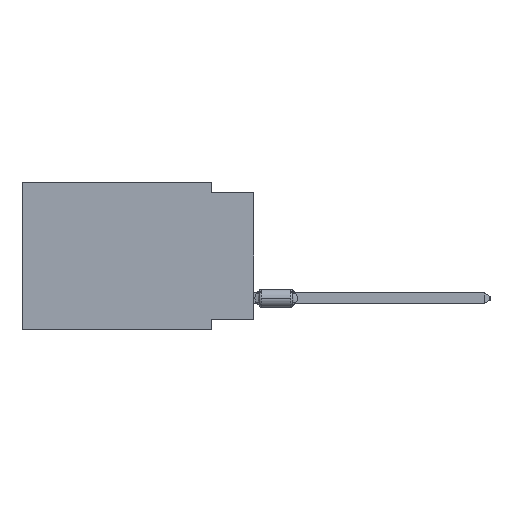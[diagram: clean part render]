
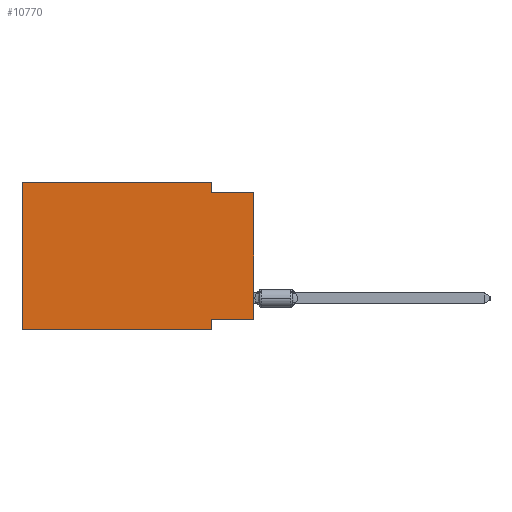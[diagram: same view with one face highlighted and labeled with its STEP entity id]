
A CAD part, left-side view. The second image highlights one B-rep face of the part: STEP entity #10770.
In plain terms, the highlighted planar face has unit normal (-1, 0, 0).
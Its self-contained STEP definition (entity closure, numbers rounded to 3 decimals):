
#1176 = EDGE_CURVE ( 'NONE', #17790, #12855, #28466, .T. ) ;
#1418 = DIRECTION ( 'NONE',  ( 0., 0., -1. ) ) ;
#1459 = DIRECTION ( 'NONE',  ( 0., 0., -1. ) ) ;
#1835 = VERTEX_POINT ( 'NONE', #2401 ) ;
#2265 = EDGE_LOOP ( 'NONE', ( #12969, #6126, #18874, #16657, #5674, #10740, #21835, #30466 ) ) ;
#2401 = CARTESIAN_POINT ( 'NONE',  ( 0., 0., -0.635 ) ) ;
#3325 = EDGE_CURVE ( 'NONE', #13241, #12855, #33019, .T. ) ;
#5487 = VECTOR ( 'NONE', #1418, 1000. ) ;
#5674 = ORIENTED_EDGE ( 'NONE', *, *, #25573, .F. ) ;
#5875 = VERTEX_POINT ( 'NONE', #9665 ) ;
#6126 = ORIENTED_EDGE ( 'NONE', *, *, #14333, .F. ) ;
#6513 = LINE ( 'NONE', #27547, #5487 ) ;
#6627 = EDGE_CURVE ( 'NONE', #24333, #1835, #27571, .T. ) ;
#7312 = EDGE_CURVE ( 'NONE', #29887, #5875, #6513, .T. ) ;
#7335 = AXIS2_PLACEMENT_3D ( 'NONE', #14355, #16530, #1459 ) ;
#7783 = DIRECTION ( 'NONE',  ( 0., -1., 0. ) ) ;
#7927 = CARTESIAN_POINT ( 'NONE',  ( 0., 2.54, -8.89 ) ) ;
#8283 = VECTOR ( 'NONE', #17574, 1000. ) ;
#9665 = CARTESIAN_POINT ( 'NONE',  ( 0., 2.54, -0.635 ) ) ;
#10251 = DIRECTION ( 'NONE',  ( 0., -1., 0. ) ) ;
#10740 = ORIENTED_EDGE ( 'NONE', *, *, #3325, .T. ) ;
#10770 = ADVANCED_FACE ( 'NONE', ( #32147 ), #27080, .F. ) ;
#11173 = VECTOR ( 'NONE', #10251, 1000. ) ;
#12855 = VERTEX_POINT ( 'NONE', #21705 ) ;
#12969 = ORIENTED_EDGE ( 'NONE', *, *, #6627, .T. ) ;
#13241 = VERTEX_POINT ( 'NONE', #26209 ) ;
#13417 = LINE ( 'NONE', #18494, #27105 ) ;
#13527 = DIRECTION ( 'NONE',  ( 0., 0., 1. ) ) ;
#14333 = EDGE_CURVE ( 'NONE', #5875, #1835, #18755, .T. ) ;
#14355 = CARTESIAN_POINT ( 'NONE',  ( 0., 13.97, 0. ) ) ;
#15899 = CARTESIAN_POINT ( 'NONE',  ( 0., 13.97, 0. ) ) ;
#16050 = CARTESIAN_POINT ( 'NONE',  ( 0., 0., -8.255 ) ) ;
#16530 = DIRECTION ( 'NONE',  ( 1., 0., 0. ) ) ;
#16632 = EDGE_CURVE ( 'NONE', #24333, #17790, #13417, .T. ) ;
#16657 = ORIENTED_EDGE ( 'NONE', *, *, #20390, .F. ) ;
#17574 = DIRECTION ( 'NONE',  ( 0., -1., 0. ) ) ;
#17661 = CARTESIAN_POINT ( 'NONE',  ( 0., 2.54, 0. ) ) ;
#17790 = VERTEX_POINT ( 'NONE', #33446 ) ;
#18494 = CARTESIAN_POINT ( 'NONE',  ( 0., 0., -8.255 ) ) ;
#18755 = LINE ( 'NONE', #29127, #23729 ) ;
#18861 = VERTEX_POINT ( 'NONE', #22445 ) ;
#18874 = ORIENTED_EDGE ( 'NONE', *, *, #7312, .F. ) ;
#20390 = EDGE_CURVE ( 'NONE', #18861, #29887, #28576, .T. ) ;
#21680 = VECTOR ( 'NONE', #25919, 1000. ) ;
#21705 = CARTESIAN_POINT ( 'NONE',  ( 0., 2.54, -8.89 ) ) ;
#21835 = ORIENTED_EDGE ( 'NONE', *, *, #1176, .F. ) ;
#21969 = DIRECTION ( 'NONE',  ( 0., 0., 1. ) ) ;
#22445 = CARTESIAN_POINT ( 'NONE',  ( 0., 13.97, 0. ) ) ;
#23729 = VECTOR ( 'NONE', #7783, 1000. ) ;
#24333 = VERTEX_POINT ( 'NONE', #16050 ) ;
#24505 = VECTOR ( 'NONE', #13527, 1000. ) ;
#24846 = CARTESIAN_POINT ( 'NONE',  ( 0., 0., 0. ) ) ;
#25573 = EDGE_CURVE ( 'NONE', #13241, #18861, #29306, .T. ) ;
#25919 = DIRECTION ( 'NONE',  ( 0., 0., -1. ) ) ;
#26198 = CARTESIAN_POINT ( 'NONE',  ( 0., 13.97, 0. ) ) ;
#26209 = CARTESIAN_POINT ( 'NONE',  ( 0., 13.97, -8.89 ) ) ;
#27080 = PLANE ( 'NONE',  #7335 ) ;
#27105 = VECTOR ( 'NONE', #29026, 1000. ) ;
#27547 = CARTESIAN_POINT ( 'NONE',  ( 0., 2.54, 0. ) ) ;
#27571 = LINE ( 'NONE', #24846, #33478 ) ;
#27953 = CARTESIAN_POINT ( 'NONE',  ( 0., 13.97, -8.89 ) ) ;
#28466 = LINE ( 'NONE', #7927, #21680 ) ;
#28576 = LINE ( 'NONE', #26198, #11173 ) ;
#29026 = DIRECTION ( 'NONE',  ( 0., 1., 0. ) ) ;
#29127 = CARTESIAN_POINT ( 'NONE',  ( 0., 0., -0.635 ) ) ;
#29306 = LINE ( 'NONE', #15899, #24505 ) ;
#29887 = VERTEX_POINT ( 'NONE', #17661 ) ;
#30466 = ORIENTED_EDGE ( 'NONE', *, *, #16632, .F. ) ;
#32147 = FACE_OUTER_BOUND ( 'NONE', #2265, .T. ) ;
#33019 = LINE ( 'NONE', #27953, #8283 ) ;
#33446 = CARTESIAN_POINT ( 'NONE',  ( 0., 2.54, -8.255 ) ) ;
#33478 = VECTOR ( 'NONE', #21969, 1000. ) ;
